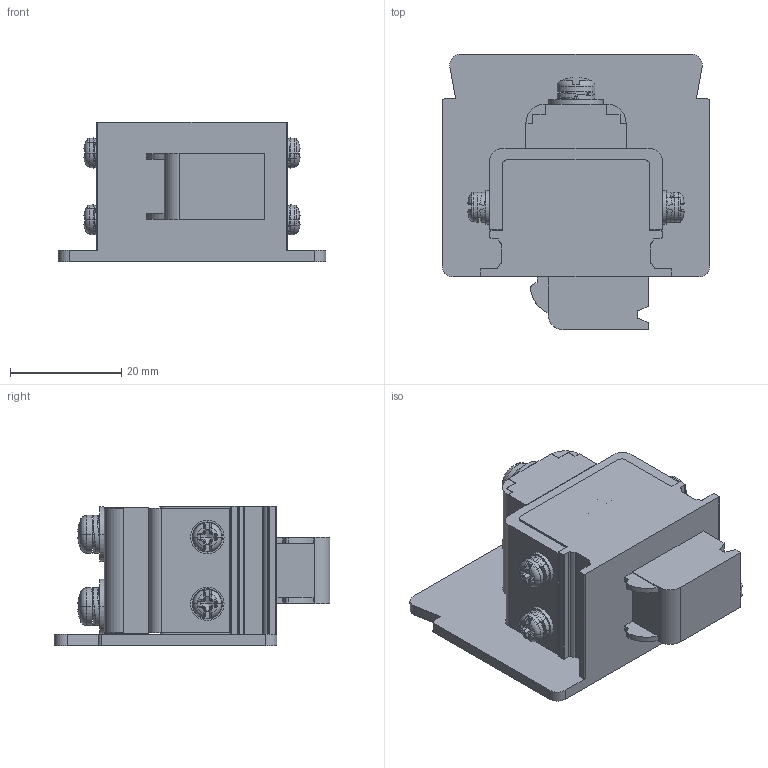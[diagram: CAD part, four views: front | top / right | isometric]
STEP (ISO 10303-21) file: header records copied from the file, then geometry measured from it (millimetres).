
FILE_DESCRIPTION((''),'2;1');
FILE_NAME('5YB574457_ASM','2023-11-24T',('dell'),(''),'PRO/ENGINEER BY PARAMETRIC TECHNOLOGY CORPORATION, 2013230','PRO/ENGINEER BY PARAMETRIC TECHNOLOGY CORPORATION, 2013230','');
FILE_SCHEMA(('AUTOMOTIVE_DESIGN { 1 0 10303 214 1 1 1 1 }'));
Length unit declared in the file: millimetre
Products named in the file (1): 5YB574457_ASM
Bounding box: 48 x 49.5 x 25 mm (x, y, z)
Volume: 25274.2 mm3; surface area: 10038.4 mm2
Topology: 7 solids, 16 shells, 556 faces, 1415 edges, 896 vertices
Faces by surface type: plane 203, bspline 112, cylinder 107, torus 52, cone 32, sphere 28, extrusion 22
Entity records: 27178 total; most frequent: CARTESIAN_POINT 13755, ORIENTED_EDGE 2774, DIRECTION 2269, EDGE_CURVE 1403, VERTEX_POINT 896, AXIS2_PLACEMENT_3D 841, VECTOR 587, EDGE_LOOP 581
